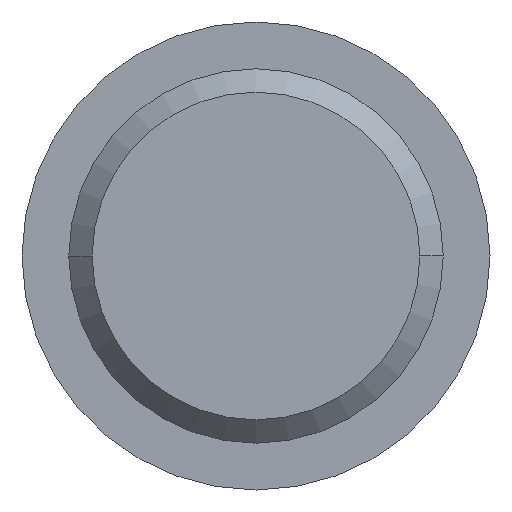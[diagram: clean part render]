
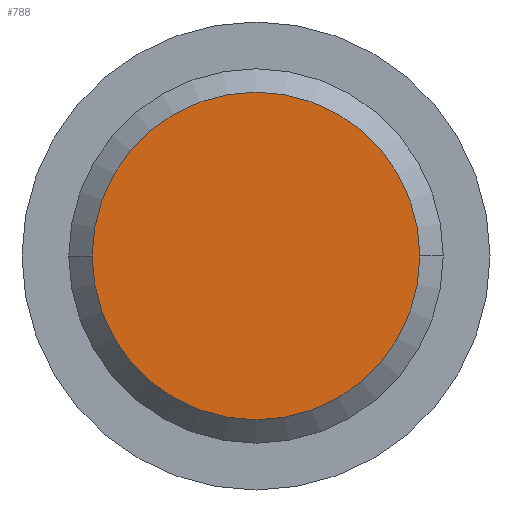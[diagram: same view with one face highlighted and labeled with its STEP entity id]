
A CAD part, front view. The second image highlights one B-rep face of the part: STEP entity #788.
In plain terms, the highlighted planar face has unit normal (0, -1, 0).
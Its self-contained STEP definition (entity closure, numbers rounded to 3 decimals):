
#27 = FACE_OUTER_BOUND ( 'NONE', #519, .T. ) ;
#73 = ORIENTED_EDGE ( 'NONE', *, *, #81, .T. ) ;
#81 = EDGE_CURVE ( 'NONE', #123, #861, #170, .T. ) ;
#101 = AXIS2_PLACEMENT_3D ( 'NONE', #731, #398, #1004 ) ;
#123 = VERTEX_POINT ( 'NONE', #998 ) ;
#169 = CIRCLE ( 'NONE', #354, 7. ) ;
#170 = CIRCLE ( 'NONE', #101, 7. ) ;
#177 = PLANE ( 'NONE',  #1063 ) ;
#349 = DIRECTION ( 'NONE',  ( 1., 0., 0. ) ) ;
#354 = AXIS2_PLACEMENT_3D ( 'NONE', #650, #895, #812 ) ;
#398 = DIRECTION ( 'NONE',  ( 0., -1., 0. ) ) ;
#424 = CARTESIAN_POINT ( 'NONE',  ( -7., 0., 0. ) ) ;
#499 = DIRECTION ( 'NONE',  ( 0., -1., 0. ) ) ;
#519 = EDGE_LOOP ( 'NONE', ( #1037, #73 ) ) ;
#566 = EDGE_CURVE ( 'NONE', #861, #123, #169, .T. ) ;
#650 = CARTESIAN_POINT ( 'NONE',  ( 0., 0., 0. ) ) ;
#731 = CARTESIAN_POINT ( 'NONE',  ( 0., 0., 0. ) ) ;
#788 = ADVANCED_FACE ( 'NONE', ( #27 ), #177, .T. ) ;
#812 = DIRECTION ( 'NONE',  ( 1., 0., 0. ) ) ;
#851 = CARTESIAN_POINT ( 'NONE',  ( 0., 0., 0. ) ) ;
#861 = VERTEX_POINT ( 'NONE', #424 ) ;
#895 = DIRECTION ( 'NONE',  ( 0., -1., 0. ) ) ;
#998 = CARTESIAN_POINT ( 'NONE',  ( 7., 0., 0. ) ) ;
#1004 = DIRECTION ( 'NONE',  ( 1., 0., 0. ) ) ;
#1037 = ORIENTED_EDGE ( 'NONE', *, *, #566, .T. ) ;
#1063 = AXIS2_PLACEMENT_3D ( 'NONE', #851, #499, #349 ) ;
